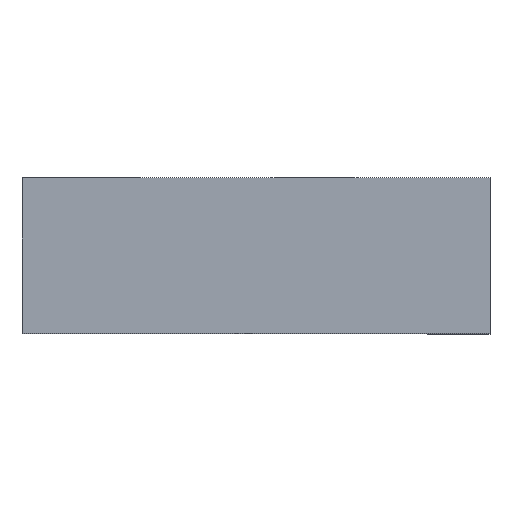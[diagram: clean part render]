
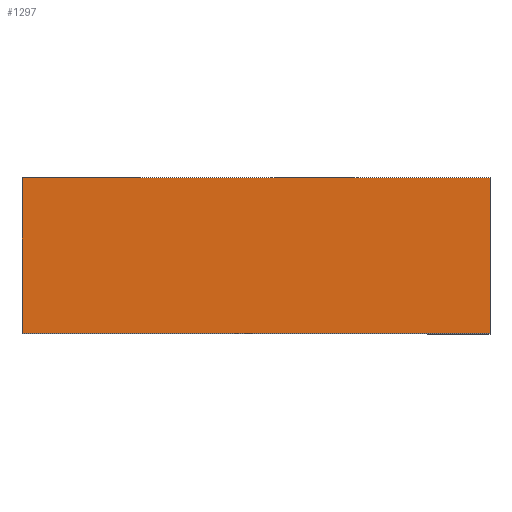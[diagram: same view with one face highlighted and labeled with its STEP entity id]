
A CAD part, top view. The second image highlights one B-rep face of the part: STEP entity #1297.
In plain terms, the highlighted planar face has unit normal (0, 0, 1).
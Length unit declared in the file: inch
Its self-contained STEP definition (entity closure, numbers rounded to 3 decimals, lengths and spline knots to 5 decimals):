
#40 = ORIENTED_EDGE ( 'NONE', *, *, #376, .T. ) ;
#53 = ORIENTED_EDGE ( 'NONE', *, *, #1234, .F. ) ;
#106 = ORIENTED_EDGE ( 'NONE', *, *, #716, .T. ) ;
#115 = DIRECTION ( 'NONE',  ( 0., 0., -1. ) ) ;
#143 = DIRECTION ( 'NONE',  ( 0., -1., 0. ) ) ;
#221 = AXIS2_PLACEMENT_3D ( 'NONE', #790, #115, #143 ) ;
#267 = VECTOR ( 'NONE', #460, 39.37008 ) ;
#349 = DIRECTION ( 'NONE',  ( 0., -1., 0. ) ) ;
#376 = EDGE_CURVE ( 'NONE', #833, #1011, #663, .T. ) ;
#378 = VECTOR ( 'NONE', #630, 39.37008 ) ;
#416 = EDGE_CURVE ( 'NONE', #784, #1011, #1494, .T. ) ;
#418 = CARTESIAN_POINT ( 'NONE',  ( 1.23412, 0.52237, 1.69 ) ) ;
#442 = CARTESIAN_POINT ( 'NONE',  ( 0., 0.52237, 1.69 ) ) ;
#460 = DIRECTION ( 'NONE',  ( 1., 0., 0. ) ) ;
#566 = PLANE ( 'NONE',  #221 ) ;
#575 = CARTESIAN_POINT ( 'NONE',  ( 1.98503, 0.27237, 1.69 ) ) ;
#630 = DIRECTION ( 'NONE',  ( 0., -1., 0. ) ) ;
#663 = LINE ( 'NONE', #1015, #267 ) ;
#668 = VERTEX_POINT ( 'NONE', #813 ) ;
#716 = EDGE_CURVE ( 'NONE', #668, #833, #1321, .T. ) ;
#761 = CARTESIAN_POINT ( 'NONE',  ( 1.23412, 0.27237, 1.69 ) ) ;
#784 = VERTEX_POINT ( 'NONE', #1113 ) ;
#790 = CARTESIAN_POINT ( 'NONE',  ( 0., 0.52237, 1.69 ) ) ;
#813 = CARTESIAN_POINT ( 'NONE',  ( 1.23412, 0.52237, 1.69 ) ) ;
#833 = VERTEX_POINT ( 'NONE', #761 ) ;
#888 = ORIENTED_EDGE ( 'NONE', *, *, #416, .F. ) ;
#921 = CARTESIAN_POINT ( 'NONE',  ( 1.98503, 0.52237, 1.69 ) ) ;
#943 = VECTOR ( 'NONE', #349, 39.37008 ) ;
#985 = DIRECTION ( 'NONE',  ( 1., 0., 0. ) ) ;
#1011 = VERTEX_POINT ( 'NONE', #575 ) ;
#1015 = CARTESIAN_POINT ( 'NONE',  ( 0., 0.27237, 1.69 ) ) ;
#1113 = CARTESIAN_POINT ( 'NONE',  ( 1.98503, 0.52237, 1.69 ) ) ;
#1162 = EDGE_LOOP ( 'NONE', ( #106, #40, #888, #53 ) ) ;
#1167 = FACE_OUTER_BOUND ( 'NONE', #1162, .T. ) ;
#1196 = VECTOR ( 'NONE', #985, 39.37008 ) ;
#1234 = EDGE_CURVE ( 'NONE', #668, #784, #1479, .T. ) ;
#1297 = ADVANCED_FACE ( 'NONE', ( #1167 ), #566, .F. ) ;
#1321 = LINE ( 'NONE', #418, #378 ) ;
#1479 = LINE ( 'NONE', #442, #1196 ) ;
#1494 = LINE ( 'NONE', #921, #943 ) ;
